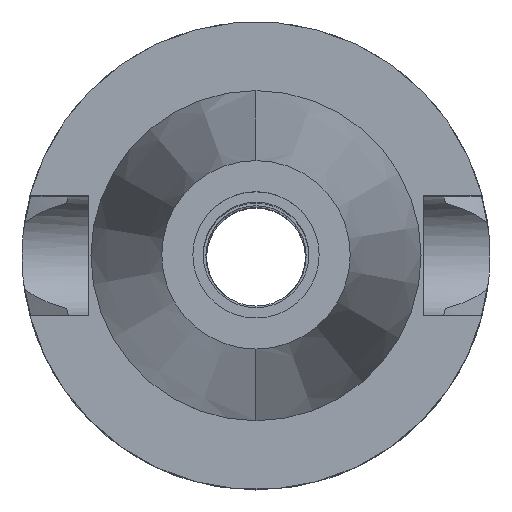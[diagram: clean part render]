
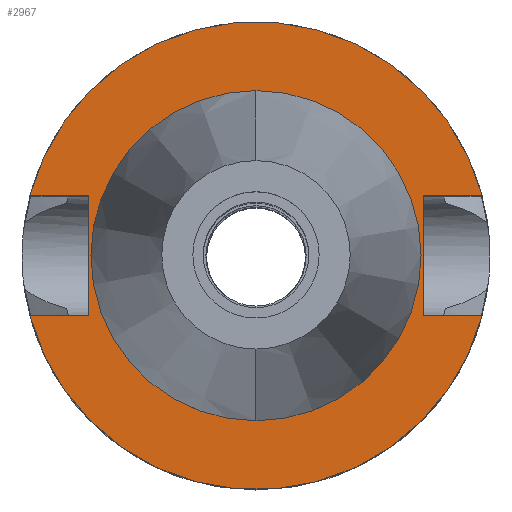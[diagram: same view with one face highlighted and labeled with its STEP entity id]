
A CAD part, top view. The second image highlights one B-rep face of the part: STEP entity #2967.
In plain terms, the highlighted planar face has unit normal (0, 0, 1).
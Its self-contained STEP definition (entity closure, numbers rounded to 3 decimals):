
#10 = DIRECTION ( 'NONE',  ( 0., 1., 0. ) ) ;
#72 = VECTOR ( 'NONE', #2554, 1000. ) ;
#107 = DIRECTION ( 'NONE',  ( 0., 0., 1. ) ) ;
#186 = DIRECTION ( 'NONE',  ( 0., 0., -1. ) ) ;
#219 = LINE ( 'NONE', #2374, #644 ) ;
#227 = DIRECTION ( 'NONE',  ( 0., -1., 0. ) ) ;
#237 = VERTEX_POINT ( 'NONE', #2322 ) ;
#240 = CARTESIAN_POINT ( 'NONE',  ( 22.5, 8.05, -1. ) ) ;
#251 = FACE_BOUND ( 'NONE', #1082, .T. ) ;
#275 = DIRECTION ( 'NONE',  ( 0., 1., 0. ) ) ;
#377 = ORIENTED_EDGE ( 'NONE', *, *, #3083, .F. ) ;
#415 = DIRECTION ( 'NONE',  ( -1., 0., 0. ) ) ;
#467 = EDGE_CURVE ( 'NONE', #1577, #582, #2549, .T. ) ;
#476 = PLANE ( 'NONE',  #846 ) ;
#562 = ORIENTED_EDGE ( 'NONE', *, *, #2320, .F. ) ;
#582 = VERTEX_POINT ( 'NONE', #2373 ) ;
#640 = CARTESIAN_POINT ( 'NONE',  ( -22.5, -8.05, -1. ) ) ;
#644 = VECTOR ( 'NONE', #1175, 1000. ) ;
#691 = CARTESIAN_POINT ( 'NONE',  ( -22.5, 8.05, -1. ) ) ;
#766 = VERTEX_POINT ( 'NONE', #2427 ) ;
#810 = DIRECTION ( 'NONE',  ( 0., -1., 0. ) ) ;
#823 = VERTEX_POINT ( 'NONE', #1916 ) ;
#846 = AXIS2_PLACEMENT_3D ( 'NONE', #1460, #3092, #992 ) ;
#854 = VERTEX_POINT ( 'NONE', #3125 ) ;
#942 = AXIS2_PLACEMENT_3D ( 'NONE', #2885, #186, #227 ) ;
#966 = DIRECTION ( 'NONE',  ( 1., 0., 0. ) ) ;
#984 = ORIENTED_EDGE ( 'NONE', *, *, #1605, .F. ) ;
#990 = AXIS2_PLACEMENT_3D ( 'NONE', #2029, #107, #810 ) ;
#992 = DIRECTION ( 'NONE',  ( 0., -1., 0. ) ) ;
#1068 = CARTESIAN_POINT ( 'NONE',  ( -22.5, 8.05, -1. ) ) ;
#1082 = EDGE_LOOP ( 'NONE', ( #3030, #2578 ) ) ;
#1103 = VERTEX_POINT ( 'NONE', #1715 ) ;
#1175 = DIRECTION ( 'NONE',  ( 0., -1., 0. ) ) ;
#1239 = LINE ( 'NONE', #2388, #3114 ) ;
#1277 = EDGE_CURVE ( 'NONE', #237, #1422, #1919, .T. ) ;
#1328 = ORIENTED_EDGE ( 'NONE', *, *, #1344, .F. ) ;
#1344 = EDGE_CURVE ( 'NONE', #1103, #1422, #2798, .T. ) ;
#1381 = CARTESIAN_POINT ( 'NONE',  ( 0., 22.225, -1. ) ) ;
#1417 = EDGE_CURVE ( 'NONE', #582, #1577, #2361, .T. ) ;
#1422 = VERTEX_POINT ( 'NONE', #2463 ) ;
#1445 = CIRCLE ( 'NONE', #942, 31.5 ) ;
#1460 = CARTESIAN_POINT ( 'NONE',  ( 0., 0., -1. ) ) ;
#1577 = VERTEX_POINT ( 'NONE', #1381 ) ;
#1581 = EDGE_CURVE ( 'NONE', #766, #823, #2355, .T. ) ;
#1605 = EDGE_CURVE ( 'NONE', #766, #1946, #3078, .T. ) ;
#1690 = DIRECTION ( 'NONE',  ( 1., 0., 0. ) ) ;
#1715 = CARTESIAN_POINT ( 'NONE',  ( -30.454, 8.05, -1. ) ) ;
#1720 = CARTESIAN_POINT ( 'NONE',  ( 0., 0., -1. ) ) ;
#1730 = VECTOR ( 'NONE', #1690, 1000. ) ;
#1740 = ORIENTED_EDGE ( 'NONE', *, *, #1277, .T. ) ;
#1916 = CARTESIAN_POINT ( 'NONE',  ( -30.454, -8.05, -1. ) ) ;
#1919 = LINE ( 'NONE', #240, #1730 ) ;
#1945 = VECTOR ( 'NONE', #415, 1000. ) ;
#1946 = VERTEX_POINT ( 'NONE', #1068 ) ;
#2028 = EDGE_LOOP ( 'NONE', ( #2218, #562, #2568, #377, #1740, #1328, #3135, #984 ) ) ;
#2029 = CARTESIAN_POINT ( 'NONE',  ( 0., 0., -1. ) ) ;
#2076 = CARTESIAN_POINT ( 'NONE',  ( -22.5, -8.05, -1. ) ) ;
#2090 = AXIS2_PLACEMENT_3D ( 'NONE', #2449, #2902, #275 ) ;
#2139 = LINE ( 'NONE', #691, #2411 ) ;
#2186 = DIRECTION ( 'NONE',  ( 0., 0., -1. ) ) ;
#2218 = ORIENTED_EDGE ( 'NONE', *, *, #1581, .T. ) ;
#2320 = EDGE_CURVE ( 'NONE', #854, #823, #1445, .T. ) ;
#2322 = CARTESIAN_POINT ( 'NONE',  ( 22.5, 8.05, -1. ) ) ;
#2355 = LINE ( 'NONE', #2076, #1945 ) ;
#2361 = CIRCLE ( 'NONE', #990, 22.225 ) ;
#2373 = CARTESIAN_POINT ( 'NONE',  ( 0., -22.225, -1. ) ) ;
#2374 = CARTESIAN_POINT ( 'NONE',  ( 22.5, 8.05, -1. ) ) ;
#2388 = CARTESIAN_POINT ( 'NONE',  ( 22.5, -8.05, -1. ) ) ;
#2401 = AXIS2_PLACEMENT_3D ( 'NONE', #1720, #2186, #10 ) ;
#2411 = VECTOR ( 'NONE', #2620, 1000. ) ;
#2427 = CARTESIAN_POINT ( 'NONE',  ( -22.5, -8.05, -1. ) ) ;
#2449 = CARTESIAN_POINT ( 'NONE',  ( 0., 0., -1. ) ) ;
#2463 = CARTESIAN_POINT ( 'NONE',  ( 30.454, 8.05, -1. ) ) ;
#2549 = CIRCLE ( 'NONE', #2090, 22.225 ) ;
#2554 = DIRECTION ( 'NONE',  ( 0., 1., 0. ) ) ;
#2562 = EDGE_CURVE ( 'NONE', #2975, #854, #1239, .T. ) ;
#2568 = ORIENTED_EDGE ( 'NONE', *, *, #2562, .F. ) ;
#2578 = ORIENTED_EDGE ( 'NONE', *, *, #1417, .F. ) ;
#2620 = DIRECTION ( 'NONE',  ( -1., 0., 0. ) ) ;
#2798 = CIRCLE ( 'NONE', #2401, 31.5 ) ;
#2885 = CARTESIAN_POINT ( 'NONE',  ( 0., 0., -1. ) ) ;
#2902 = DIRECTION ( 'NONE',  ( 0., 0., 1. ) ) ;
#2967 = ADVANCED_FACE ( 'NONE', ( #3046, #251 ), #476, .F. ) ;
#2975 = VERTEX_POINT ( 'NONE', #3139 ) ;
#3030 = ORIENTED_EDGE ( 'NONE', *, *, #467, .F. ) ;
#3046 = FACE_OUTER_BOUND ( 'NONE', #2028, .T. ) ;
#3078 = LINE ( 'NONE', #640, #72 ) ;
#3083 = EDGE_CURVE ( 'NONE', #237, #2975, #219, .T. ) ;
#3092 = DIRECTION ( 'NONE',  ( 0., 0., -1. ) ) ;
#3095 = EDGE_CURVE ( 'NONE', #1946, #1103, #2139, .T. ) ;
#3114 = VECTOR ( 'NONE', #966, 1000. ) ;
#3125 = CARTESIAN_POINT ( 'NONE',  ( 30.454, -8.05, -1. ) ) ;
#3135 = ORIENTED_EDGE ( 'NONE', *, *, #3095, .F. ) ;
#3139 = CARTESIAN_POINT ( 'NONE',  ( 22.5, -8.05, -1. ) ) ;
